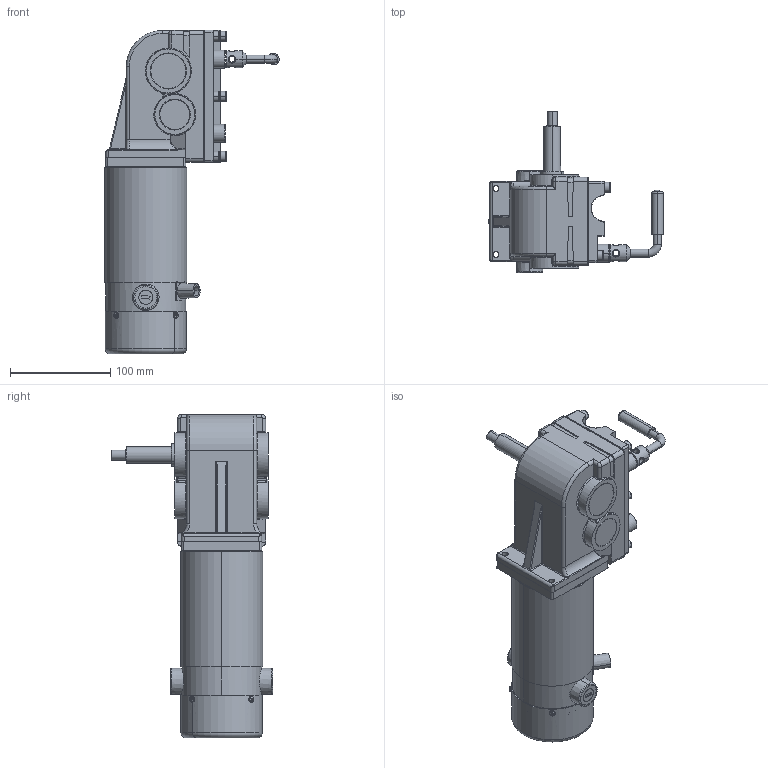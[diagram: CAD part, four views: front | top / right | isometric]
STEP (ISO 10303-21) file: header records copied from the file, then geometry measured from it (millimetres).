
FILE_DESCRIPTION (( 'STEP AP203' ), '1' );
FILE_NAME ('80ZY-88JC6-25.STEP', '2024-06-25T06:59:24', ( '' ), ( '' ), 'SwSTEP 2.0', 'SolidWorks 2020', '' );
FILE_SCHEMA (( 'CONFIG_CONTROL_DESIGN' ));
Length unit declared in the file: millimetre
Products named in the file (10): pan head cross recess screw_iso_ISO 7045 - M3 x 4 - Z - 4N; 80ZY24-340D綴傷裔; 护线圈; 芃殤; 价陬欶裔; ˢñ; ヶ傷裔; 总装配体脱离啮合-右; 儂褲; 80ZY-88JC6-25
Assembly tree (14 placements, depth 2):
  80ZY-88JC6-25
    80ZY24-340D綴傷裔
    芃殤  x2
    ˢñ  x2
    护线圈
    儂褲
    价陬欶裔
    pan head cross recess screw_iso_ISO 7045 - M3 x 4 - Z - 4N  x4
    ヶ傷裔
    总装配体脱离啮合-右
Bounding box: 174.25 x 161.1 x 323.31 mm (x, y, z)
Volume: 776077.6 mm3; surface area: 379445.8 mm2
Topology: 52 solids, 52 shells, 2949 faces, 8663 edges, 5558 vertices
Faces by surface type: cylinder 1096, plane 864, torus 417, cone 280, sphere 170, bspline 122
Entity records: 101376 total; most frequent: CARTESIAN_POINT 30279, ORIENTED_EDGE 15310, DIRECTION 14400, EDGE_CURVE 7655, AXIS2_PLACEMENT_3D 5928, VERTEX_POINT 4962, CIRCLE 3291, EDGE_LOOP 3001
